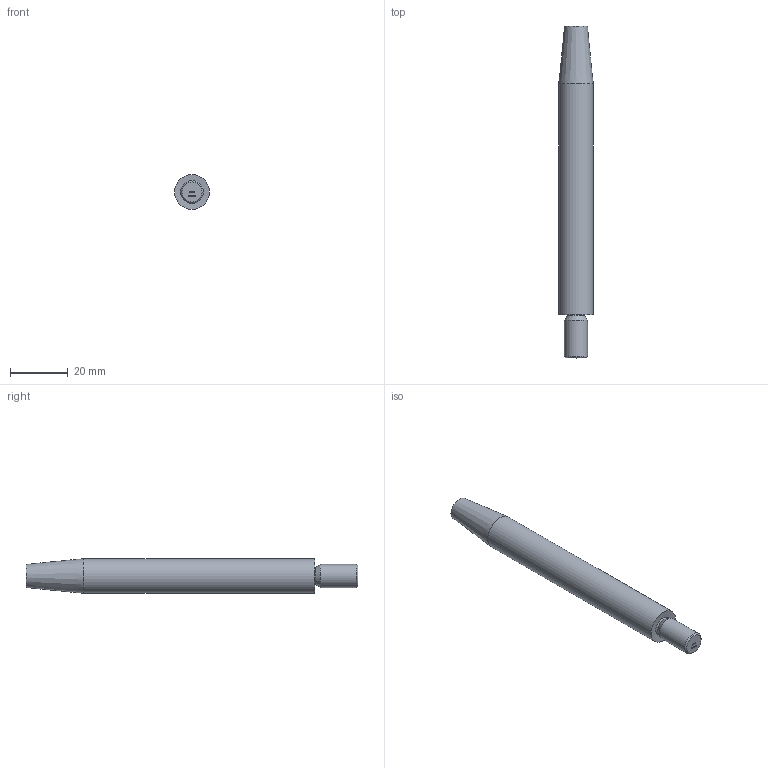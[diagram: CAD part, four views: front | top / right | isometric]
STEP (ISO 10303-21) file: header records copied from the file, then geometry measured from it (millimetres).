
FILE_DESCRIPTION (( 'STEP AP203' ), '1' );
FILE_NAME ('50217-240-100.step', '2023-09-15T08:01:20', ( '' ), ( '' ), 'SwSTEP 2.0', 'SolidWorks 2018', '' );
FILE_SCHEMA (( 'CONFIG_CONTROL_DESIGN' ));
Length unit declared in the file: millimetre
Products named in the file (1): 50217-240-100
Bounding box: 12 x 115 x 12 mm (x, y, z)
Volume: 11355.5 mm3; surface area: 4204.3 mm2
Topology: 1 solids, 1 shells, 246 faces, 648 edges, 430 vertices
Faces by surface type: plane 145, bspline 94, cone 4, cylinder 2, torus 1
Full cylindrical faces by diameter (mm): 8 x1, 12 x1
Entity records: 12894 total; most frequent: CARTESIAN_POINT 7396, ORIENTED_EDGE 1282, DIRECTION 767, EDGE_CURVE 641, VECTOR 445, LINE 445, VERTEX_POINT 430, EDGE_LOOP 279
